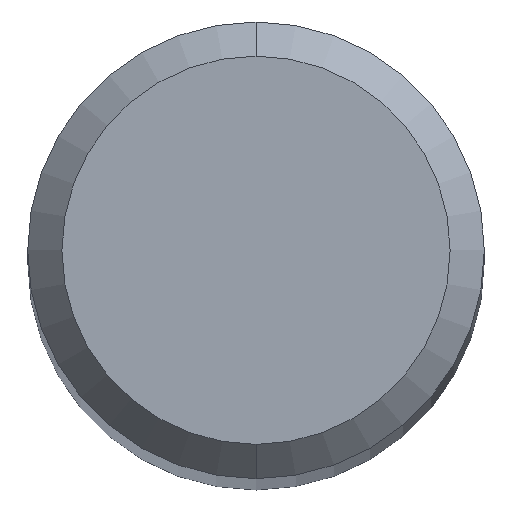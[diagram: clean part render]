
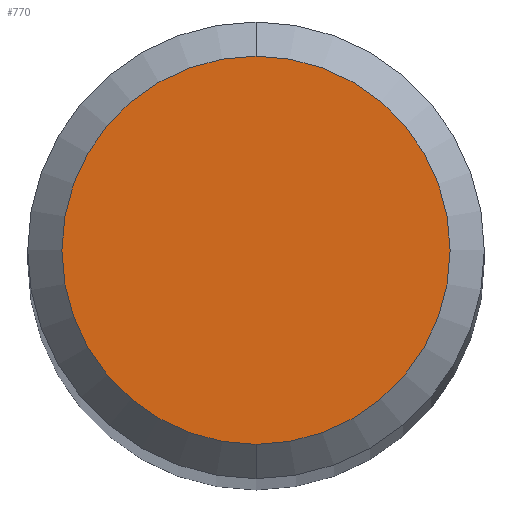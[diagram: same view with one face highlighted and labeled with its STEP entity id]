
A CAD part, top view. The second image highlights one B-rep face of the part: STEP entity #770.
In plain terms, the highlighted planar face has unit normal (0, 0, 1).
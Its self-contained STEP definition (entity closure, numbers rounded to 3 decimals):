
#494=EDGE_CURVE('',#880,#646,#1095,.T.);
#646=VERTEX_POINT('',#1262);
#736=EDGE_CURVE('',#646,#880,#1362,.T.);
#770=ADVANCED_FACE('',(#1399),#1400,.T.);
#880=VERTEX_POINT('',#1522);
#1095=CIRCLE('',#3445,1.7);
#1262=CARTESIAN_POINT('',(0.,-1.7,0.0));
#1362=CIRCLE('',#4862,1.7);
#1399=FACE_OUTER_BOUND('',#4937,.T.);
#1400=PLANE('',#4938);
#1522=CARTESIAN_POINT('',(0.0,1.7,0.0));
#3445=AXIS2_PLACEMENT_3D('',#5987,#5988,#5989);
#4862=AXIS2_PLACEMENT_3D('',#6281,#6282,#6283);
#4937=EDGE_LOOP('',(#6312,#6313));
#4938=AXIS2_PLACEMENT_3D('',#6314,#6315,#6316);
#5987=CARTESIAN_POINT('',(0.0,0.0,0.0));
#5988=DIRECTION('',(0.0,0.0,-1.0));
#5989=DIRECTION('',(0.0,1.0,0.0));
#6281=CARTESIAN_POINT('',(0.0,0.0,0.0));
#6282=DIRECTION('',(0.0,0.0,-1.0));
#6283=DIRECTION('',(0.0,1.0,0.0));
#6312=ORIENTED_EDGE('',*,*,#494,.F.);
#6313=ORIENTED_EDGE('',*,*,#736,.F.);
#6314=CARTESIAN_POINT('',(0.0,0.85,0.0));
#6315=DIRECTION('',(-0.0,0.0,1.0));
#6316=DIRECTION('',(0.0,-1.0,0.0));
